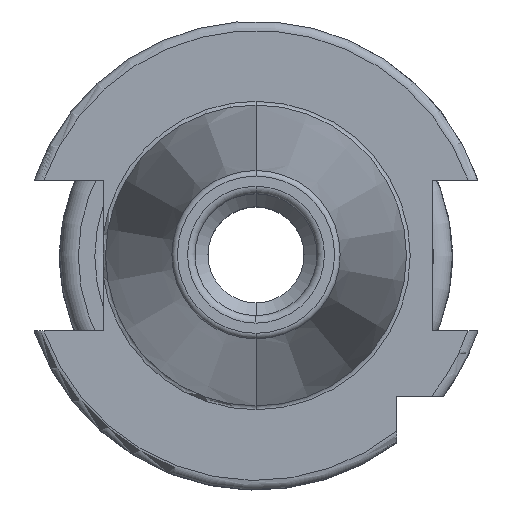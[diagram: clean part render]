
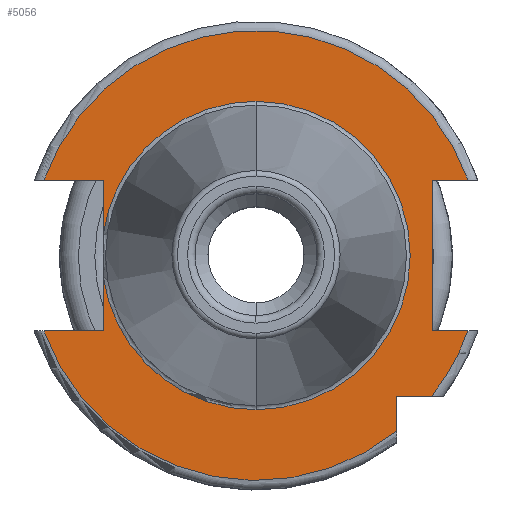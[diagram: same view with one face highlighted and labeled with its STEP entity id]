
A CAD part, top view. The second image highlights one B-rep face of the part: STEP entity #5056.
In plain terms, the highlighted planar face has unit normal (0, 0, 1).
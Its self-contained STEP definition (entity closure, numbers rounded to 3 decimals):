
#598=CARTESIAN_POINT('',(0,0,15.9));
#599=DIRECTION('',(0,0,1));
#600=DIRECTION('',(0.942,0.335,0));
#601=AXIS2_PLACEMENT_3D('',#598,#599,#600);
#649=CARTESIAN_POINT('',(0,0,15.9));
#650=DIRECTION('',(0,0,1));
#651=DIRECTION('',(-0.942,-0.335,0));
#652=AXIS2_PLACEMENT_3D('',#649,#650,#651);
#665=DIRECTION('',(1,0,0));
#666=VECTOR('',#665,6.31);
#667=CARTESIAN_POINT('',(-22.61,-8.05,15.9));
#668=LINE('',#667,#666);
#669=DIRECTION('',(0,1,0));
#670=VECTOR('',#669,5.834);
#671=CARTESIAN_POINT('',(-16.3,-8.05,15.9));
#672=LINE('',#671,#670);
#673=DIRECTION('',(0,1,0));
#674=VECTOR('',#673,5.834);
#675=CARTESIAN_POINT('',(-16.3,2.216,15.9));
#676=LINE('',#675,#674);
#677=DIRECTION('',(1,0,0));
#678=VECTOR('',#677,6.31);
#679=CARTESIAN_POINT('',(-22.61,8.05,15.9));
#680=LINE('',#679,#678);
#681=DIRECTION('',(-1,0,0));
#682=VECTOR('',#681,3.81);
#683=CARTESIAN_POINT('',(22.61,8.05,15.9));
#684=LINE('',#683,#682);
#685=DIRECTION('',(0,-1,0));
#686=VECTOR('',#685,16.1);
#687=CARTESIAN_POINT('',(18.8,8.05,15.9));
#688=LINE('',#687,#686);
#689=DIRECTION('',(-1,0,0));
#690=VECTOR('',#689,3.81);
#691=CARTESIAN_POINT('',(22.61,-8.05,15.9));
#692=LINE('',#691,#690);
#693=CARTESIAN_POINT('',(0,0,15.9));
#694=DIRECTION('',(0,0,1));
#695=DIRECTION('',(0.781,-0.625,0));
#696=AXIS2_PLACEMENT_3D('',#693,#694,#695);
#698=DIRECTION('',(-1,0,0));
#699=VECTOR('',#698,3.735);
#700=CARTESIAN_POINT('',(18.735,-15,15.9));
#701=LINE('',#700,#699);
#702=DIRECTION('',(0,1,0));
#703=VECTOR('',#702,3.735);
#704=CARTESIAN_POINT('',(15,-18.735,15.9));
#705=LINE('',#704,#703);
#717=CARTESIAN_POINT('',(0,0,15.9));
#718=DIRECTION('',(0,0,1));
#719=DIRECTION('',(0,1,0));
#720=AXIS2_PLACEMENT_3D('',#717,#718,#719);
#732=CARTESIAN_POINT('',(0,0,15.9));
#733=DIRECTION('',(0,0,1));
#734=DIRECTION('',(-0.991,-0.135,0));
#735=AXIS2_PLACEMENT_3D('',#732,#733,#734);
#737=CARTESIAN_POINT('',(0,0,15.9));
#738=DIRECTION('',(0,0,-1));
#739=DIRECTION('',(0,1,0));
#740=AXIS2_PLACEMENT_3D('',#737,#738,#739);
#3840=CARTESIAN_POINT('',(0,16.45,15.9));
#3842=VERTEX_POINT('',#3840);
#3862=CARTESIAN_POINT('',(0,-16.45,15.9));
#3864=VERTEX_POINT('',#3862);
#3974=CARTESIAN_POINT('',(-22.61,-8.05,15.9));
#3975=CARTESIAN_POINT('',(-16.3,-8.05,15.9));
#3976=VERTEX_POINT('',#3974);
#3977=VERTEX_POINT('',#3975);
#3978=CARTESIAN_POINT('',(-16.3,-2.216,15.9));
#3979=VERTEX_POINT('',#3978);
#3980=CARTESIAN_POINT('',(-16.3,2.216,15.9));
#3981=CARTESIAN_POINT('',(-16.3,8.05,15.9));
#3982=VERTEX_POINT('',#3980);
#3983=VERTEX_POINT('',#3981);
#3984=CARTESIAN_POINT('',(-22.61,8.05,15.9));
#3985=VERTEX_POINT('',#3984);
#3986=CARTESIAN_POINT('',(18.8,8.05,15.9));
#3987=CARTESIAN_POINT('',(18.8,-8.05,15.9));
#3988=VERTEX_POINT('',#3986);
#3989=VERTEX_POINT('',#3987);
#3990=CARTESIAN_POINT('',(22.61,-8.05,15.9));
#3991=VERTEX_POINT('',#3990);
#3992=CARTESIAN_POINT('',(22.61,8.05,15.9));
#3993=VERTEX_POINT('',#3992);
#3994=CARTESIAN_POINT('',(15,-18.735,15.9));
#3995=CARTESIAN_POINT('',(15,-15,15.9));
#3996=VERTEX_POINT('',#3994);
#3997=VERTEX_POINT('',#3995);
#3998=CARTESIAN_POINT('',(18.735,-15,15.9));
#3999=VERTEX_POINT('',#3998);
#5028=CARTESIAN_POINT('',(0,0,15.9));
#5029=DIRECTION('',(0,0,-1));
#5030=DIRECTION('',(0,-1,0));
#5031=AXIS2_PLACEMENT_3D('',#5028,#5029,#5030);
#5032=PLANE('',#5031);
#5034=ORIENTED_EDGE('',*,*,#5033,.T.);
#5035=ORIENTED_EDGE('',*,*,#4608,.T.);
#5037=ORIENTED_EDGE('',*,*,#5036,.T.);
#5039=ORIENTED_EDGE('',*,*,#5038,.F.);
#5041=ORIENTED_EDGE('',*,*,#5040,.T.);
#5042=ORIENTED_EDGE('',*,*,#4604,.T.);
#5043=ORIENTED_EDGE('',*,*,#4638,.F.);
#5044=ORIENTED_EDGE('',*,*,#5005,.F.);
#5046=ORIENTED_EDGE('',*,*,#5045,.T.);
#5048=ORIENTED_EDGE('',*,*,#5047,.T.);
#5049=ORIENTED_EDGE('',*,*,#4532,.F.);
#5050=ORIENTED_EDGE('',*,*,#4995,.F.);
#5051=ORIENTED_EDGE('',*,*,#4692,.T.);
#5052=ORIENTED_EDGE('',*,*,#4735,.F.);
#5053=ORIENTED_EDGE('',*,*,#5022,.F.);
#5054=EDGE_LOOP('',(#5034,#5035,#5037,#5039,#5041,#5042,#5043,#5044,#5046,#5048,
#5049,#5050,#5051,#5052,#5053));
#5055=FACE_OUTER_BOUND('',#5054,.F.);
#5056=ADVANCED_FACE('',(#5055),#5032,.F.);
#602=CIRCLE('',#601,24);
#653=CIRCLE('',#652,24);
#697=CIRCLE('',#696,24);
#721=CIRCLE('',#720,16.45);
#736=CIRCLE('',#735,16.45);
#741=CIRCLE('',#740,16.45);
#4532=EDGE_CURVE('',#3991,#3989,#692,.T.);
#4604=EDGE_CURVE('',#3982,#3983,#676,.T.);
#4608=EDGE_CURVE('',#3977,#3979,#672,.T.);
#4638=EDGE_CURVE('',#3985,#3983,#680,.T.);
#4692=EDGE_CURVE('',#3999,#3997,#701,.T.);
#4735=EDGE_CURVE('',#3996,#3997,#705,.T.);
#4995=EDGE_CURVE('',#3999,#3991,#697,.T.);
#5005=EDGE_CURVE('',#3993,#3985,#602,.T.);
#5022=EDGE_CURVE('',#3976,#3996,#653,.T.);
#5033=EDGE_CURVE('',#3976,#3977,#668,.T.);
#5036=EDGE_CURVE('',#3979,#3864,#736,.T.);
#5038=EDGE_CURVE('',#3842,#3864,#741,.T.);
#5040=EDGE_CURVE('',#3842,#3982,#721,.T.);
#5045=EDGE_CURVE('',#3993,#3988,#684,.T.);
#5047=EDGE_CURVE('',#3988,#3989,#688,.T.);
